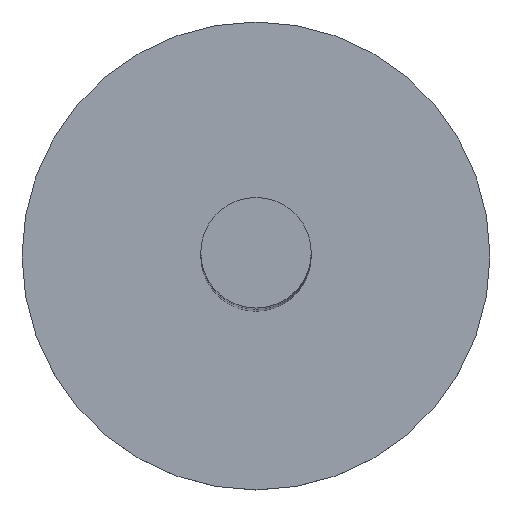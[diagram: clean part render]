
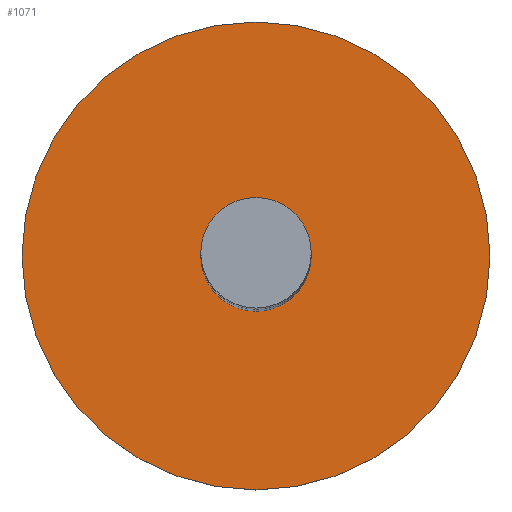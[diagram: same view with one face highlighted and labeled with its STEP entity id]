
A CAD part, top view. The second image highlights one B-rep face of the part: STEP entity #1071.
In plain terms, the highlighted planar face has unit normal (0, 0, 1).
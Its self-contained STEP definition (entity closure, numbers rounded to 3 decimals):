
#1041 = EDGE_CURVE('',#1042,#1042,#1044,.T.);
#1042 = VERTEX_POINT('',#1043);
#1043 = CARTESIAN_POINT('',(12.7,0.,-0.588));
#1044 = CIRCLE('',#1045,12.7);
#1045 = AXIS2_PLACEMENT_3D('',#1046,#1047,#1048);
#1046 = CARTESIAN_POINT('',(0.,0.,-0.588));
#1047 = DIRECTION('',(0.,0.,1.));
#1048 = DIRECTION('',(1.,0.,0.));
#1071 = ADVANCED_FACE('',(#1072,#1075),#1086,.T.);
#1072 = FACE_BOUND('',#1073,.T.);
#1073 = EDGE_LOOP('',(#1074));
#1074 = ORIENTED_EDGE('',*,*,#1041,.T.);
#1075 = FACE_BOUND('',#1076,.T.);
#1076 = EDGE_LOOP('',(#1077));
#1077 = ORIENTED_EDGE('',*,*,#1078,.F.);
#1078 = EDGE_CURVE('',#1079,#1079,#1081,.T.);
#1079 = VERTEX_POINT('',#1080);
#1080 = CARTESIAN_POINT('',(-3.,0.,-0.588));
#1081 = CIRCLE('',#1082,3.);
#1082 = AXIS2_PLACEMENT_3D('',#1083,#1084,#1085);
#1083 = CARTESIAN_POINT('',(0.,0.,-0.588));
#1084 = DIRECTION('',(0.,0.,1.));
#1085 = DIRECTION('',(-1.,0.,0.));
#1086 = PLANE('',#1087);
#1087 = AXIS2_PLACEMENT_3D('',#1088,#1089,#1090);
#1088 = CARTESIAN_POINT('',(0.,0.,-0.588));
#1089 = DIRECTION('',(0.,0.,1.));
#1090 = DIRECTION('',(1.,0.,0.));
